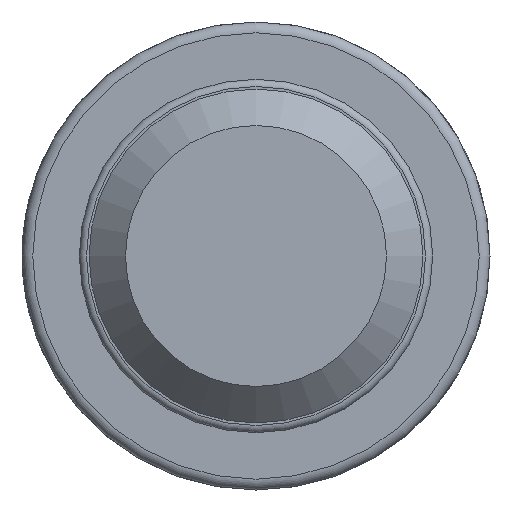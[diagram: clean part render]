
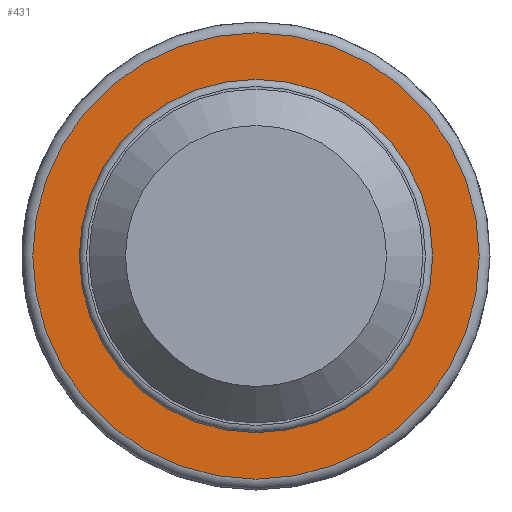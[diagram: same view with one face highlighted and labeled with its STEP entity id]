
A CAD part, left-side view. The second image highlights one B-rep face of the part: STEP entity #431.
In plain terms, the highlighted planar face has unit normal (-1, 0, 0).
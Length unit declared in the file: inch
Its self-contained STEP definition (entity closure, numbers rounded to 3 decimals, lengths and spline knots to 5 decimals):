
#29=FACE_BOUND('',#144,.T.);
#37=PLANE('',#509);
#114=FACE_OUTER_BOUND('',#143,.T.);
#143=EDGE_LOOP('',(#394));
#144=EDGE_LOOP('',(#395));
#167=CIRCLE('',#482,0.245);
#182=CIRCLE('',#510,0.3095);
#203=VERTEX_POINT('',#734);
#221=VERTEX_POINT('',#804);
#249=EDGE_CURVE('',#203,#203,#167,.T.);
#280=EDGE_CURVE('',#221,#221,#182,.T.);
#394=ORIENTED_EDGE('',*,*,#280,.F.);
#395=ORIENTED_EDGE('',*,*,#249,.T.);
#431=ADVANCED_FACE('',(#114,#29),#37,.T.);
#482=AXIS2_PLACEMENT_3D('',#735,#593,#594);
#509=AXIS2_PLACEMENT_3D('',#803,#659,#660);
#510=AXIS2_PLACEMENT_3D('',#805,#661,#662);
#593=DIRECTION('center_axis',(1.,0.,0.));
#594=DIRECTION('ref_axis',(0.,0.,-1.));
#659=DIRECTION('center_axis',(-1.,0.,0.));
#660=DIRECTION('ref_axis',(0.,0.,1.));
#661=DIRECTION('center_axis',(1.,0.,0.));
#662=DIRECTION('ref_axis',(0.,0.,-1.));
#734=CARTESIAN_POINT('',(0.789,-0.245,0.));
#735=CARTESIAN_POINT('Origin',(0.789,0.,0.));
#803=CARTESIAN_POINT('Origin',(0.789,0.3095,0.));
#804=CARTESIAN_POINT('',(0.789,0.,0.3095));
#805=CARTESIAN_POINT('Origin',(0.789,0.,0.));
